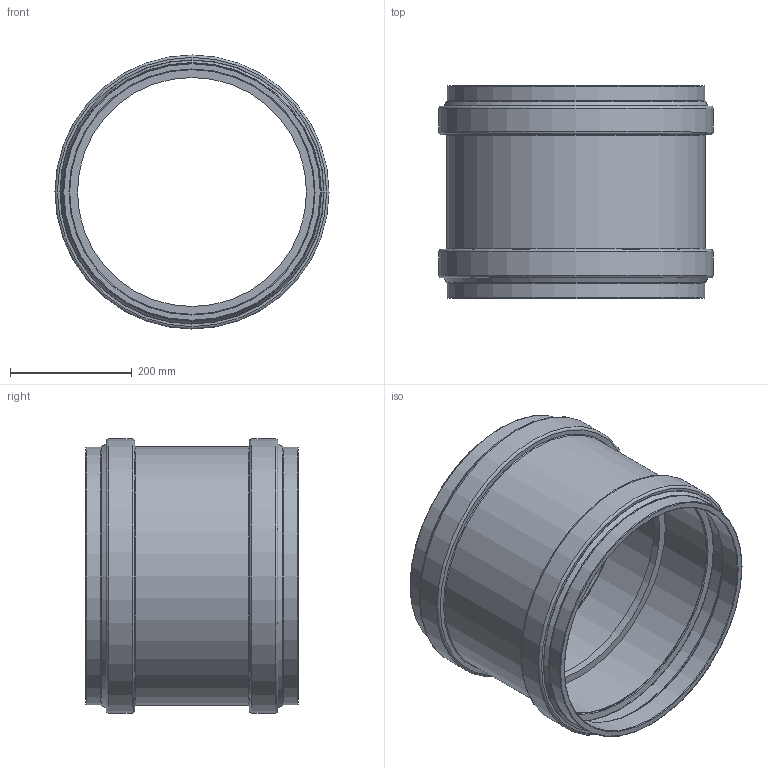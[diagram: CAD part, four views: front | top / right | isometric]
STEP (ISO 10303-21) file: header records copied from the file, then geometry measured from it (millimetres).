
FILE_DESCRIPTION(/* description */ (''),/* implementation_level */ '2;1');
FILE_NAME(/* name */ '777900 KG2000MM Doppelmuffe DN_OD 400.stp',/* time_stamp */ '2017-01-31T08:21:20+01:00',/* author */ ('user1'),/* organization */ (''),/* preprocessor_version */ 'ST-DEVELOPER v16.1',/* originating_system */ 'Autodesk Inventor 2016',/* authorisation */ '');
FILE_SCHEMA (('AUTOMOTIVE_DESIGN { 1 0 10303 214 3 1 1 }'));
Length unit declared in the file: millimetre
Products named in the file (1): 777900 KG2000MM Doppelmuffe DN_OD 400
Bounding box: 449.9 x 349 x 449.9 mm (x, y, z)
Volume: 5876004.5 mm3; surface area: 1073929.7 mm2
Topology: 1 solids, 1 shells, 62 faces, 114 edges, 62 vertices
Faces by surface type: torus 28, cylinder 14, cone 10, plane 10
Full cylindrical faces by diameter (mm): 376 x1, 401.7 x2, 402.1 x4, 423.061 x2, 423.9 x1, 427.7 x2, 449.9 x2
Entity records: 1272 total; most frequent: DIRECTION 250, CARTESIAN_POINT 187, AXIS2_PLACEMENT_3D 125, EDGE_LOOP 124, ORIENTED_EDGE 124, FACE_BOUND 62, FACE_OUTER_BOUND 62, CIRCLE 62
